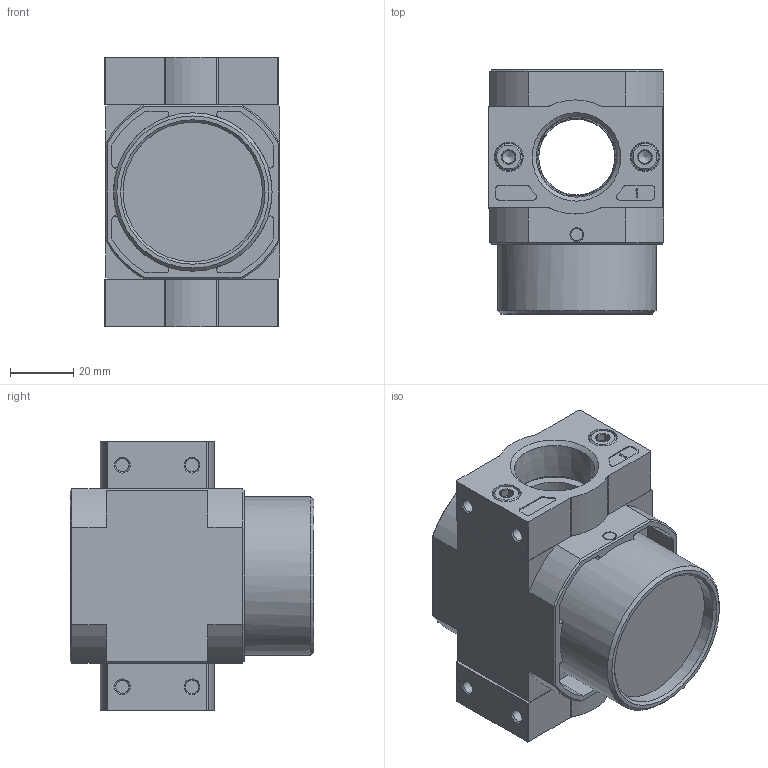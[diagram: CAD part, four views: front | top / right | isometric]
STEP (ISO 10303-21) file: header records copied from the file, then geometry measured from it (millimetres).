
FILE_DESCRIPTION(/* description */ ('STEP AP214'),/* implementation_level */ '2;1');
FILE_NAME(/* name */ '173921_HEL-3_4-D-MIDI-NPT',/* time_stamp */ '2024-08-29T04:13:56+02:00',/* author */ ('License CC BY-ND 4.0'),/* organization */ ('CADENAS'),/* preprocessor_version */ 'ST-DEVELOPER v19.3',/* originating_system */ 'PARTsolutions',/* authorisation */ ' ');
FILE_SCHEMA (('AUTOMOTIVE_DESIGN {1 0 10303 214 3 1 1}'));
Length unit declared in the file: millimetre
Products named in the file (6): 173921 HEL-3/4-D-MIDI-NPT; 360727 HEL-MIDI; 679806 PBL-3/4-D-MIDI-R-NPT--P1; DIN-912 - M5x18(F); 369989 LF-D-MIDI; 679805 PBL-3/4-D-MIDI-L-NPT--P1
Assembly tree (9 placements, depth 2):
  173921 HEL-3/4-D-MIDI-NPT
    360727 HEL-MIDI
    679806 PBL-3/4-D-MIDI-R-NPT--P1
    DIN-912 - M5x18(F)  x4
    369989 LF-D-MIDI  x2
    679805 PBL-3/4-D-MIDI-L-NPT--P1
Bounding box: 55.5 x 77 x 85 mm (x, y, z)
Volume: 203552.7 mm3; surface area: 49986.6 mm2
Topology: 9 solids, 9 shells, 391 faces, 892 edges, 551 vertices
Faces by surface type: plane 191, cylinder 108, cone 92
Full cylindrical faces by diameter (mm): 3.8 x1, 4.134 x8, 5 x4, 7 x1, 7.3 x4, 7.5 x2, 8.5 x4, 9 x1, 24 x1, 26.4 x1, 29.7 x1, 30.4 x1, 44 x1, 50 x1
Entity records: 9284 total; most frequent: DIRECTION 1488, CARTESIAN_POINT 1471, ORIENTED_EDGE 1278, EDGE_CURVE 639, AXIS2_PLACEMENT_3D 573, VERTEX_POINT 446, FACE_BOUND 399, EDGE_LOOP 396
